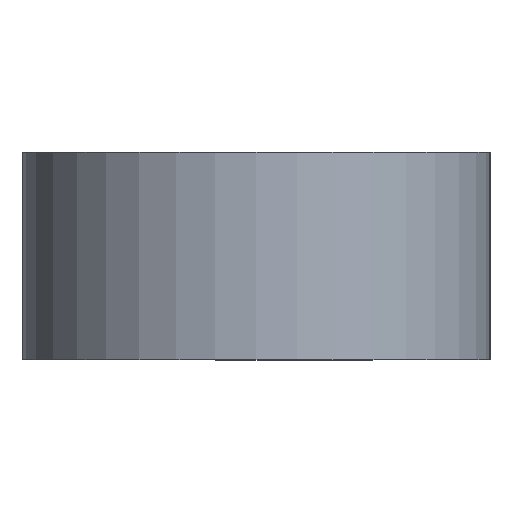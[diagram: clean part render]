
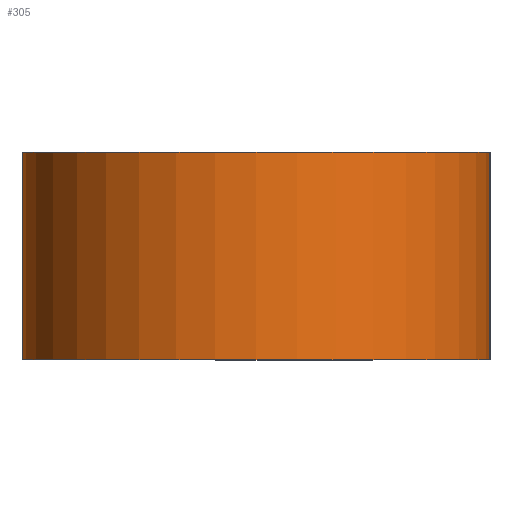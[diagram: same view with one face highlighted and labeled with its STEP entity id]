
A CAD part, left-side view. The second image highlights one B-rep face of the part: STEP entity #305.
In plain terms, the highlighted cylindrical face has radius 4.5 mm (diameter 9 mm), a partial arc.
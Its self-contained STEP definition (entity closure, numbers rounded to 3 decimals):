
#3 = VERTEX_POINT ( 'NONE', #512 ) ;
#14 = CARTESIAN_POINT ( 'NONE',  ( 0., 0., 2. ) ) ;
#17 = VERTEX_POINT ( 'NONE', #520 ) ;
#21 = DIRECTION ( 'NONE',  ( 1., 0., 0. ) ) ;
#59 = DIRECTION ( 'NONE',  ( 0., 0., 1. ) ) ;
#62 = DIRECTION ( 'NONE',  ( 0., 0., 1. ) ) ;
#98 = CIRCLE ( 'NONE', #451, 4.5 ) ;
#102 = DIRECTION ( 'NONE',  ( 0., 0., -1. ) ) ;
#109 = CARTESIAN_POINT ( 'NONE',  ( 0., 0., 0. ) ) ;
#111 = VECTOR ( 'NONE', #102, 1000. ) ;
#119 = EDGE_CURVE ( 'NONE', #3, #529, #134, .T. ) ;
#134 = LINE ( 'NONE', #485, #111 ) ;
#136 = DIRECTION ( 'NONE',  ( 0., 0., 1. ) ) ;
#166 = DIRECTION ( 'NONE',  ( 0., 0., 1. ) ) ;
#171 = CARTESIAN_POINT ( 'NONE',  ( 0., -4.5, 4. ) ) ;
#183 = EDGE_CURVE ( 'NONE', #3, #561, #497, .T. ) ;
#196 = EDGE_LOOP ( 'NONE', ( #328, #444, #392, #385 ) ) ;
#203 = DIRECTION ( 'NONE',  ( 1., 0., 0. ) ) ;
#219 = CARTESIAN_POINT ( 'NONE',  ( 0., 4.5, 0. ) ) ;
#250 = CYLINDRICAL_SURFACE ( 'NONE', #609, 4.5 ) ;
#258 = FACE_OUTER_BOUND ( 'NONE', #196, .T. ) ;
#263 = VECTOR ( 'NONE', #166, 1000. ) ;
#305 = ADVANCED_FACE ( 'NONE', ( #258 ), #250, .T. ) ;
#328 = ORIENTED_EDGE ( 'NONE', *, *, #492, .T. ) ;
#361 = EDGE_CURVE ( 'NONE', #529, #17, #98, .T. ) ;
#385 = ORIENTED_EDGE ( 'NONE', *, *, #361, .T. ) ;
#386 = CARTESIAN_POINT ( 'NONE',  ( 0., 0., 4. ) ) ;
#392 = ORIENTED_EDGE ( 'NONE', *, *, #119, .T. ) ;
#393 = AXIS2_PLACEMENT_3D ( 'NONE', #386, #136, #611 ) ;
#444 = ORIENTED_EDGE ( 'NONE', *, *, #183, .F. ) ;
#451 = AXIS2_PLACEMENT_3D ( 'NONE', #109, #62, #21 ) ;
#485 = CARTESIAN_POINT ( 'NONE',  ( 0., 4.5, 0. ) ) ;
#492 = EDGE_CURVE ( 'NONE', #17, #561, #500, .T. ) ;
#497 = CIRCLE ( 'NONE', #393, 4.5 ) ;
#500 = LINE ( 'NONE', #597, #263 ) ;
#512 = CARTESIAN_POINT ( 'NONE',  ( 0., 4.5, 4. ) ) ;
#520 = CARTESIAN_POINT ( 'NONE',  ( 0., -4.5, 0. ) ) ;
#529 = VERTEX_POINT ( 'NONE', #219 ) ;
#561 = VERTEX_POINT ( 'NONE', #171 ) ;
#597 = CARTESIAN_POINT ( 'NONE',  ( 0., -4.5, 0. ) ) ;
#609 = AXIS2_PLACEMENT_3D ( 'NONE', #14, #59, #203 ) ;
#611 = DIRECTION ( 'NONE',  ( 1., 0., 0. ) ) ;
